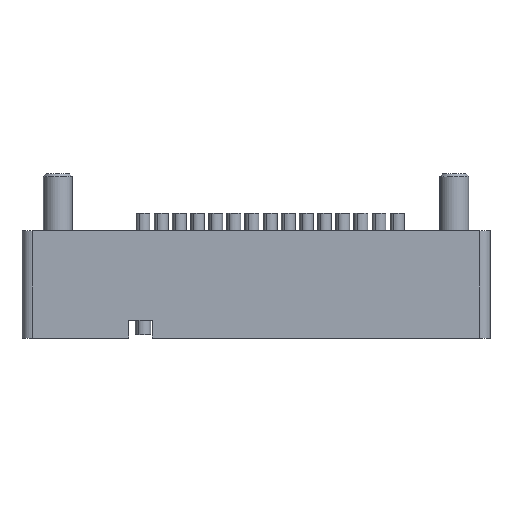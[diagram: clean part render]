
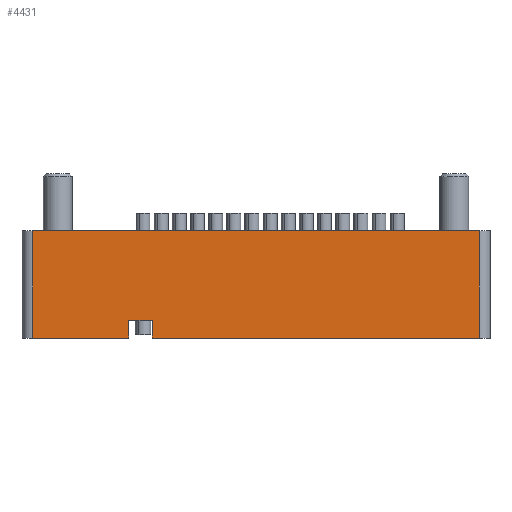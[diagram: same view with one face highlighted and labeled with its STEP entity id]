
A CAD part, top view. The second image highlights one B-rep face of the part: STEP entity #4431.
In plain terms, the highlighted face is planar.
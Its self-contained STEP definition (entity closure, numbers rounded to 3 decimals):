
#357 = PLANE ( 'NONE',  #1272 ) ;
#739 = EDGE_CURVE ( 'NONE', #2887, #10033, #10618, .T. ) ;
#801 = DIRECTION ( 'NONE',  ( 0., -1., 0. ) ) ;
#1074 = VECTOR ( 'NONE', #801, 1000. ) ;
#1272 = AXIS2_PLACEMENT_3D ( 'NONE', #9262, #1375, #10282 ) ;
#1375 = DIRECTION ( 'NONE',  ( 0., 0., 1. ) ) ;
#1716 = CARTESIAN_POINT ( 'NONE',  ( -17.81, 5., -5. ) ) ;
#2200 = VERTEX_POINT ( 'NONE', #5503 ) ;
#2742 = DIRECTION ( 'NONE',  ( -1., 0., 0. ) ) ;
#2826 = EDGE_CURVE ( 'NONE', #9572, #3918, #3944, .T. ) ;
#2887 = VERTEX_POINT ( 'NONE', #10369 ) ;
#3215 = CARTESIAN_POINT ( 'NONE',  ( -31.25, 7.5, -5. ) ) ;
#3392 = LINE ( 'NONE', #8578, #7709 ) ;
#3491 = VERTEX_POINT ( 'NONE', #4148 ) ;
#3573 = CARTESIAN_POINT ( 'NONE',  ( -14.51, 5., -5. ) ) ;
#3918 = VERTEX_POINT ( 'NONE', #6535 ) ;
#3944 = LINE ( 'NONE', #3573, #8272 ) ;
#4148 = CARTESIAN_POINT ( 'NONE',  ( -31.25, 7.5, -5. ) ) ;
#4152 = CARTESIAN_POINT ( 'NONE',  ( -17.81, 7.5, -5. ) ) ;
#4399 = ORIENTED_EDGE ( 'NONE', *, *, #739, .T. ) ;
#4431 = ADVANCED_FACE ( 'NONE', ( #9333 ), #357, .F. ) ;
#5225 = DIRECTION ( 'NONE',  ( 0., -1., 0. ) ) ;
#5503 = CARTESIAN_POINT ( 'NONE',  ( -31.25, -7.5, -5. ) ) ;
#5519 = CARTESIAN_POINT ( 'NONE',  ( -31.25, 7.5, -5. ) ) ;
#5582 = LINE ( 'NONE', #5687, #11725 ) ;
#5653 = VERTEX_POINT ( 'NONE', #1716 ) ;
#5687 = CARTESIAN_POINT ( 'NONE',  ( -17.81, 5., -5. ) ) ;
#5748 = EDGE_CURVE ( 'NONE', #5653, #11659, #5582, .T. ) ;
#5839 = CARTESIAN_POINT ( 'NONE',  ( 31.25, 7.5, -5. ) ) ;
#6356 = CARTESIAN_POINT ( 'NONE',  ( -31.25, 7.5, -5. ) ) ;
#6535 = CARTESIAN_POINT ( 'NONE',  ( -14.51, 7.5, -5. ) ) ;
#6993 = CARTESIAN_POINT ( 'NONE',  ( -14.51, 5., -5. ) ) ;
#7261 = CARTESIAN_POINT ( 'NONE',  ( -14.51, 5., -5. ) ) ;
#7544 = DIRECTION ( 'NONE',  ( 0., 1., 0. ) ) ;
#7597 = VECTOR ( 'NONE', #8464, 1000. ) ;
#7709 = VECTOR ( 'NONE', #2742, 1000. ) ;
#7715 = EDGE_CURVE ( 'NONE', #10033, #2200, #3392, .T. ) ;
#7718 = DIRECTION ( 'NONE',  ( 0., 1., 0. ) ) ;
#8052 = ORIENTED_EDGE ( 'NONE', *, *, #11844, .F. ) ;
#8193 = ORIENTED_EDGE ( 'NONE', *, *, #9745, .F. ) ;
#8267 = EDGE_CURVE ( 'NONE', #9572, #5653, #11895, .T. ) ;
#8272 = VECTOR ( 'NONE', #7544, 1000. ) ;
#8464 = DIRECTION ( 'NONE',  ( -1., 0., 0. ) ) ;
#8578 = CARTESIAN_POINT ( 'NONE',  ( -31.25, -7.5, -5. ) ) ;
#8681 = VECTOR ( 'NONE', #11866, 1000. ) ;
#9187 = ORIENTED_EDGE ( 'NONE', *, *, #7715, .T. ) ;
#9262 = CARTESIAN_POINT ( 'NONE',  ( -31.25, 7.5, -5. ) ) ;
#9333 = FACE_OUTER_BOUND ( 'NONE', #10520, .T. ) ;
#9529 = VECTOR ( 'NONE', #11452, 1000. ) ;
#9572 = VERTEX_POINT ( 'NONE', #7261 ) ;
#9745 = EDGE_CURVE ( 'NONE', #2887, #3918, #10209, .T. ) ;
#9853 = ORIENTED_EDGE ( 'NONE', *, *, #5748, .F. ) ;
#10033 = VERTEX_POINT ( 'NONE', #12030 ) ;
#10209 = LINE ( 'NONE', #6356, #7597 ) ;
#10282 = DIRECTION ( 'NONE',  ( 1., 0., 0. ) ) ;
#10369 = CARTESIAN_POINT ( 'NONE',  ( 31.25, 7.5, -5. ) ) ;
#10520 = EDGE_LOOP ( 'NONE', ( #10598, #9853, #10992, #12253, #8193, #4399, #9187, #8052 ) ) ;
#10598 = ORIENTED_EDGE ( 'NONE', *, *, #12042, .F. ) ;
#10618 = LINE ( 'NONE', #5839, #1074 ) ;
#10764 = LINE ( 'NONE', #5519, #9529 ) ;
#10777 = VECTOR ( 'NONE', #5225, 1000. ) ;
#10992 = ORIENTED_EDGE ( 'NONE', *, *, #8267, .F. ) ;
#11236 = LINE ( 'NONE', #3215, #10777 ) ;
#11452 = DIRECTION ( 'NONE',  ( -1., 0., 0. ) ) ;
#11659 = VERTEX_POINT ( 'NONE', #4152 ) ;
#11725 = VECTOR ( 'NONE', #7718, 1000. ) ;
#11844 = EDGE_CURVE ( 'NONE', #3491, #2200, #11236, .T. ) ;
#11866 = DIRECTION ( 'NONE',  ( -1., 0., 0. ) ) ;
#11895 = LINE ( 'NONE', #6993, #8681 ) ;
#12030 = CARTESIAN_POINT ( 'NONE',  ( 31.25, -7.5, -5. ) ) ;
#12042 = EDGE_CURVE ( 'NONE', #11659, #3491, #10764, .T. ) ;
#12253 = ORIENTED_EDGE ( 'NONE', *, *, #2826, .T. ) ;
